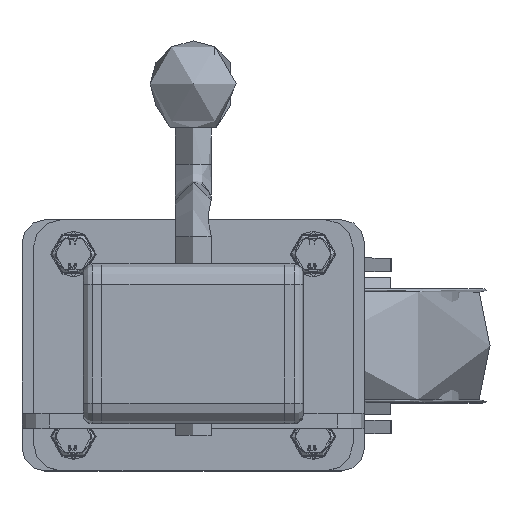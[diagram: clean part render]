
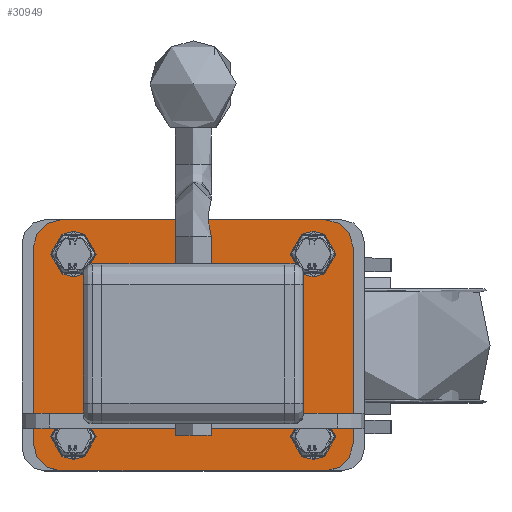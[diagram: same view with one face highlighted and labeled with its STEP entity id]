
A CAD part, top view. The second image highlights one B-rep face of the part: STEP entity #30949.
In plain terms, the highlighted planar face has unit normal (0, 0, 1).
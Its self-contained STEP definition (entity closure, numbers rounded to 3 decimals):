
#1089=FACE_BOUND('',#5739,.T.);
#1090=FACE_BOUND('',#5740,.T.);
#1091=FACE_BOUND('',#5741,.T.);
#1092=FACE_BOUND('',#5742,.T.);
#1093=FACE_BOUND('',#5743,.T.);
#1538=PLANE('',#33537);
#3792=FACE_OUTER_BOUND('',#5738,.T.);
#5738=EDGE_LOOP('',(#23918,#23919,#23920,#23921,#23922,#23923,#23924,#23925));
#5739=EDGE_LOOP('',(#23926,#23927,#23928,#23929,#23930,#23931,#23932,#23933));
#5740=EDGE_LOOP('',(#23934,#23935,#23936,#23937));
#5741=EDGE_LOOP('',(#23938,#23939,#23940,#23941));
#5742=EDGE_LOOP('',(#23942,#23943,#23944,#23945));
#5743=EDGE_LOOP('',(#23946,#23947,#23948,#23949));
#7924=LINE('',#54129,#10174);
#7929=LINE('',#54143,#10179);
#7933=LINE('',#54155,#10183);
#7937=LINE('',#54167,#10187);
#7956=LINE('',#54227,#10206);
#7961=LINE('',#54241,#10211);
#7965=LINE('',#54253,#10215);
#7969=LINE('',#54265,#10219);
#7974=LINE('',#54283,#10224);
#7978=LINE('',#54294,#10228);
#7982=LINE('',#54307,#10232);
#7986=LINE('',#54318,#10236);
#7990=LINE('',#54331,#10240);
#7994=LINE('',#54342,#10244);
#7998=LINE('',#54355,#10248);
#8002=LINE('',#54366,#10252);
#10174=VECTOR('',#38120,1000.);
#10179=VECTOR('',#38133,1000.);
#10183=VECTOR('',#38145,1000.);
#10187=VECTOR('',#38157,1000.);
#10206=VECTOR('',#38220,1000.);
#10211=VECTOR('',#38233,1000.);
#10215=VECTOR('',#38245,1000.);
#10219=VECTOR('',#38257,1000.);
#10224=VECTOR('',#38276,1000.);
#10228=VECTOR('',#38288,1000.);
#10232=VECTOR('',#38300,1000.);
#10236=VECTOR('',#38312,1000.);
#10240=VECTOR('',#38324,1000.);
#10244=VECTOR('',#38336,1000.);
#10248=VECTOR('',#38348,1000.);
#10252=VECTOR('',#38360,1000.);
#11913=CIRCLE('',#33458,5.);
#11914=CIRCLE('',#33461,5.);
#11916=CIRCLE('',#33465,5.);
#11918=CIRCLE('',#33469,5.);
#11928=CIRCLE('',#33491,12.);
#11930=CIRCLE('',#33495,12.);
#11932=CIRCLE('',#33499,12.);
#11934=CIRCLE('',#33503,12.);
#11936=CIRCLE('',#33506,5.5);
#11938=CIRCLE('',#33510,5.5);
#11940=CIRCLE('',#33514,5.5);
#11942=CIRCLE('',#33518,5.5);
#11944=CIRCLE('',#33522,5.5);
#11946=CIRCLE('',#33526,5.5);
#11948=CIRCLE('',#33530,5.5);
#11950=CIRCLE('',#33534,5.5);
#13933=VERTEX_POINT('',#54127);
#13934=VERTEX_POINT('',#54128);
#13938=VERTEX_POINT('',#54138);
#13939=VERTEX_POINT('',#54142);
#13941=VERTEX_POINT('',#54148);
#13943=VERTEX_POINT('',#54154);
#13945=VERTEX_POINT('',#54160);
#13947=VERTEX_POINT('',#54166);
#13965=VERTEX_POINT('',#54225);
#13966=VERTEX_POINT('',#54226);
#13969=VERTEX_POINT('',#54234);
#13971=VERTEX_POINT('',#54240);
#13973=VERTEX_POINT('',#54246);
#13975=VERTEX_POINT('',#54252);
#13977=VERTEX_POINT('',#54258);
#13979=VERTEX_POINT('',#54264);
#13981=VERTEX_POINT('',#54273);
#13982=VERTEX_POINT('',#54274);
#13985=VERTEX_POINT('',#54282);
#13987=VERTEX_POINT('',#54288);
#13989=VERTEX_POINT('',#54297);
#13990=VERTEX_POINT('',#54298);
#13993=VERTEX_POINT('',#54306);
#13995=VERTEX_POINT('',#54312);
#13997=VERTEX_POINT('',#54321);
#13998=VERTEX_POINT('',#54322);
#14001=VERTEX_POINT('',#54330);
#14003=VERTEX_POINT('',#54336);
#14005=VERTEX_POINT('',#54345);
#14006=VERTEX_POINT('',#54346);
#14009=VERTEX_POINT('',#54354);
#14011=VERTEX_POINT('',#54360);
#17447=EDGE_CURVE('',#13933,#13934,#7924,.T.);
#17453=EDGE_CURVE('',#13938,#13934,#11913,.T.);
#17454=EDGE_CURVE('',#13938,#13939,#7929,.T.);
#17457=EDGE_CURVE('',#13939,#13941,#11914,.T.);
#17460=EDGE_CURVE('',#13941,#13943,#7933,.T.);
#17463=EDGE_CURVE('',#13943,#13945,#11916,.T.);
#17466=EDGE_CURVE('',#13945,#13947,#7937,.T.);
#17469=EDGE_CURVE('',#13947,#13933,#11918,.T.);
#17495=EDGE_CURVE('',#13965,#13966,#7956,.T.);
#17499=EDGE_CURVE('',#13966,#13969,#11928,.T.);
#17502=EDGE_CURVE('',#13969,#13971,#7961,.T.);
#17505=EDGE_CURVE('',#13971,#13973,#11930,.T.);
#17508=EDGE_CURVE('',#13973,#13975,#7965,.T.);
#17511=EDGE_CURVE('',#13975,#13977,#11932,.T.);
#17514=EDGE_CURVE('',#13977,#13979,#7969,.T.);
#17517=EDGE_CURVE('',#13979,#13965,#11934,.T.);
#17519=EDGE_CURVE('',#13981,#13982,#11936,.T.);
#17523=EDGE_CURVE('',#13982,#13985,#7974,.T.);
#17526=EDGE_CURVE('',#13985,#13987,#11938,.T.);
#17529=EDGE_CURVE('',#13987,#13981,#7978,.T.);
#17531=EDGE_CURVE('',#13989,#13990,#11940,.T.);
#17535=EDGE_CURVE('',#13990,#13993,#7982,.T.);
#17538=EDGE_CURVE('',#13993,#13995,#11942,.T.);
#17541=EDGE_CURVE('',#13995,#13989,#7986,.T.);
#17543=EDGE_CURVE('',#13997,#13998,#11944,.T.);
#17547=EDGE_CURVE('',#13998,#14001,#7990,.T.);
#17550=EDGE_CURVE('',#14001,#14003,#11946,.T.);
#17553=EDGE_CURVE('',#14003,#13997,#7994,.T.);
#17555=EDGE_CURVE('',#14005,#14006,#11948,.T.);
#17559=EDGE_CURVE('',#14006,#14009,#7998,.T.);
#17562=EDGE_CURVE('',#14009,#14011,#11950,.T.);
#17565=EDGE_CURVE('',#14011,#14005,#8002,.T.);
#23918=ORIENTED_EDGE('',*,*,#17495,.F.);
#23919=ORIENTED_EDGE('',*,*,#17517,.F.);
#23920=ORIENTED_EDGE('',*,*,#17514,.F.);
#23921=ORIENTED_EDGE('',*,*,#17511,.F.);
#23922=ORIENTED_EDGE('',*,*,#17508,.F.);
#23923=ORIENTED_EDGE('',*,*,#17505,.F.);
#23924=ORIENTED_EDGE('',*,*,#17502,.F.);
#23925=ORIENTED_EDGE('',*,*,#17499,.F.);
#23926=ORIENTED_EDGE('',*,*,#17469,.T.);
#23927=ORIENTED_EDGE('',*,*,#17447,.T.);
#23928=ORIENTED_EDGE('',*,*,#17453,.F.);
#23929=ORIENTED_EDGE('',*,*,#17454,.T.);
#23930=ORIENTED_EDGE('',*,*,#17457,.T.);
#23931=ORIENTED_EDGE('',*,*,#17460,.T.);
#23932=ORIENTED_EDGE('',*,*,#17463,.T.);
#23933=ORIENTED_EDGE('',*,*,#17466,.T.);
#23934=ORIENTED_EDGE('',*,*,#17555,.F.);
#23935=ORIENTED_EDGE('',*,*,#17565,.F.);
#23936=ORIENTED_EDGE('',*,*,#17562,.F.);
#23937=ORIENTED_EDGE('',*,*,#17559,.F.);
#23938=ORIENTED_EDGE('',*,*,#17543,.F.);
#23939=ORIENTED_EDGE('',*,*,#17553,.F.);
#23940=ORIENTED_EDGE('',*,*,#17550,.F.);
#23941=ORIENTED_EDGE('',*,*,#17547,.F.);
#23942=ORIENTED_EDGE('',*,*,#17531,.F.);
#23943=ORIENTED_EDGE('',*,*,#17541,.F.);
#23944=ORIENTED_EDGE('',*,*,#17538,.F.);
#23945=ORIENTED_EDGE('',*,*,#17535,.F.);
#23946=ORIENTED_EDGE('',*,*,#17519,.F.);
#23947=ORIENTED_EDGE('',*,*,#17529,.F.);
#23948=ORIENTED_EDGE('',*,*,#17526,.F.);
#23949=ORIENTED_EDGE('',*,*,#17523,.F.);
#30949=ADVANCED_FACE('',(#3792,#1089,#1090,#1091,#1092,#1093),#1538,.T.);
#33458=AXIS2_PLACEMENT_3D('',#54140,#38129,#38130);
#33461=AXIS2_PLACEMENT_3D('',#54149,#38138,#38139);
#33465=AXIS2_PLACEMENT_3D('',#54161,#38150,#38151);
#33469=AXIS2_PLACEMENT_3D('',#54172,#38162,#38163);
#33491=AXIS2_PLACEMENT_3D('',#54235,#38226,#38227);
#33495=AXIS2_PLACEMENT_3D('',#54247,#38238,#38239);
#33499=AXIS2_PLACEMENT_3D('',#54259,#38250,#38251);
#33503=AXIS2_PLACEMENT_3D('',#54270,#38262,#38263);
#33506=AXIS2_PLACEMENT_3D('',#54275,#38268,#38269);
#33510=AXIS2_PLACEMENT_3D('',#54289,#38281,#38282);
#33514=AXIS2_PLACEMENT_3D('',#54299,#38292,#38293);
#33518=AXIS2_PLACEMENT_3D('',#54313,#38305,#38306);
#33522=AXIS2_PLACEMENT_3D('',#54323,#38316,#38317);
#33526=AXIS2_PLACEMENT_3D('',#54337,#38329,#38330);
#33530=AXIS2_PLACEMENT_3D('',#54347,#38340,#38341);
#33534=AXIS2_PLACEMENT_3D('',#54361,#38353,#38354);
#33537=AXIS2_PLACEMENT_3D('',#54368,#38362,#38363);
#38120=DIRECTION('',(-1.,0.,0.));
#38129=DIRECTION('center_axis',(0.,0.,1.));
#38130=DIRECTION('ref_axis',(-1.,0.,0.));
#38133=DIRECTION('',(0.,1.,0.));
#38138=DIRECTION('center_axis',(0.,0.,-1.));
#38139=DIRECTION('ref_axis',(-1.,0.,0.));
#38145=DIRECTION('',(1.,0.,0.));
#38150=DIRECTION('center_axis',(0.,0.,-1.));
#38151=DIRECTION('ref_axis',(0.,1.,0.));
#38157=DIRECTION('',(0.,-1.,0.));
#38162=DIRECTION('center_axis',(0.,0.,-1.));
#38163=DIRECTION('ref_axis',(1.,0.,0.));
#38220=DIRECTION('',(0.,1.,0.));
#38226=DIRECTION('center_axis',(0.,0.,-1.));
#38227=DIRECTION('ref_axis',(-1.,0.,0.));
#38233=DIRECTION('',(1.,0.,0.));
#38238=DIRECTION('center_axis',(0.,0.,-1.));
#38239=DIRECTION('ref_axis',(0.,1.,0.));
#38245=DIRECTION('',(0.,-1.,0.));
#38250=DIRECTION('center_axis',(0.,0.,-1.));
#38251=DIRECTION('ref_axis',(1.,0.,0.));
#38257=DIRECTION('',(-1.,0.,0.));
#38262=DIRECTION('center_axis',(0.,0.,-1.));
#38263=DIRECTION('ref_axis',(0.,-1.,0.));
#38268=DIRECTION('center_axis',(0.,0.,1.));
#38269=DIRECTION('ref_axis',(-1.,0.,0.));
#38276=DIRECTION('',(0.,-1.,0.));
#38281=DIRECTION('center_axis',(0.,0.,1.));
#38282=DIRECTION('ref_axis',(-1.,0.,0.));
#38288=DIRECTION('',(0.,1.,0.));
#38292=DIRECTION('center_axis',(0.,0.,1.));
#38293=DIRECTION('ref_axis',(-1.,0.,0.));
#38300=DIRECTION('',(0.,1.,0.));
#38305=DIRECTION('center_axis',(0.,0.,1.));
#38306=DIRECTION('ref_axis',(-1.,0.,0.));
#38312=DIRECTION('',(0.,-1.,0.));
#38316=DIRECTION('center_axis',(0.,0.,1.));
#38317=DIRECTION('ref_axis',(1.,0.,0.));
#38324=DIRECTION('',(0.,-1.,0.));
#38329=DIRECTION('center_axis',(0.,0.,1.));
#38330=DIRECTION('ref_axis',(1.,0.,0.));
#38336=DIRECTION('',(0.,1.,0.));
#38340=DIRECTION('center_axis',(0.,0.,1.));
#38341=DIRECTION('ref_axis',(1.,0.,0.));
#38348=DIRECTION('',(0.,1.,0.));
#38353=DIRECTION('center_axis',(0.,0.,1.));
#38354=DIRECTION('ref_axis',(1.,0.,0.));
#38360=DIRECTION('',(0.,-1.,0.));
#38362=DIRECTION('center_axis',(0.,0.,1.));
#38363=DIRECTION('ref_axis',(1.,0.,0.));
#54127=CARTESIAN_POINT('',(20.,-25.,6.));
#54128=CARTESIAN_POINT('',(-20.,-25.,6.));
#54129=CARTESIAN_POINT('',(25.,-25.,6.));
#54138=CARTESIAN_POINT('',(-25.,-20.,6.));
#54140=CARTESIAN_POINT('Origin',(-20.,-20.,6.));
#54142=CARTESIAN_POINT('',(-25.,20.,6.));
#54143=CARTESIAN_POINT('',(-25.,-25.,6.));
#54148=CARTESIAN_POINT('',(-20.,25.,6.));
#54149=CARTESIAN_POINT('Origin',(-20.,20.,6.));
#54154=CARTESIAN_POINT('',(20.,25.,6.));
#54155=CARTESIAN_POINT('',(-25.,25.,6.));
#54160=CARTESIAN_POINT('',(25.,20.,6.));
#54161=CARTESIAN_POINT('Origin',(20.,20.,6.));
#54166=CARTESIAN_POINT('',(25.,-20.,6.));
#54167=CARTESIAN_POINT('',(25.,25.,6.));
#54172=CARTESIAN_POINT('Origin',(20.,-20.,6.));
#54225=CARTESIAN_POINT('',(-70.,-43.,6.));
#54226=CARTESIAN_POINT('',(-70.,43.,6.));
#54227=CARTESIAN_POINT('',(-70.,-43.,6.));
#54234=CARTESIAN_POINT('',(-58.,55.,6.));
#54235=CARTESIAN_POINT('Origin',(-58.,43.,6.));
#54240=CARTESIAN_POINT('',(58.,55.,6.));
#54241=CARTESIAN_POINT('',(-58.,55.,6.));
#54246=CARTESIAN_POINT('',(70.,43.,6.));
#54247=CARTESIAN_POINT('Origin',(58.,43.,6.));
#54252=CARTESIAN_POINT('',(70.,-43.,6.));
#54253=CARTESIAN_POINT('',(70.,43.,6.));
#54258=CARTESIAN_POINT('',(58.,-55.,6.));
#54259=CARTESIAN_POINT('Origin',(58.,-43.,6.));
#54264=CARTESIAN_POINT('',(-58.,-55.,6.));
#54265=CARTESIAN_POINT('',(58.,-55.,6.));
#54270=CARTESIAN_POINT('Origin',(-58.,-43.,6.));
#54273=CARTESIAN_POINT('',(-47.,40.,6.));
#54274=CARTESIAN_POINT('',(-58.,40.,6.));
#54275=CARTESIAN_POINT('Origin',(-52.5,40.,6.));
#54282=CARTESIAN_POINT('',(-58.,37.5,6.));
#54283=CARTESIAN_POINT('',(-58.,40.,6.));
#54288=CARTESIAN_POINT('',(-47.,37.5,6.));
#54289=CARTESIAN_POINT('Origin',(-52.5,37.5,6.));
#54294=CARTESIAN_POINT('',(-47.,40.,6.));
#54297=CARTESIAN_POINT('',(-58.,-40.,6.));
#54298=CARTESIAN_POINT('',(-47.,-40.,6.));
#54299=CARTESIAN_POINT('Origin',(-52.5,-40.,6.));
#54306=CARTESIAN_POINT('',(-47.,-37.5,6.));
#54307=CARTESIAN_POINT('',(-47.,-40.,6.));
#54312=CARTESIAN_POINT('',(-58.,-37.5,6.));
#54313=CARTESIAN_POINT('Origin',(-52.5,-37.5,6.));
#54318=CARTESIAN_POINT('',(-58.,-40.,6.));
#54321=CARTESIAN_POINT('',(58.,40.,6.));
#54322=CARTESIAN_POINT('',(47.,40.,6.));
#54323=CARTESIAN_POINT('Origin',(52.5,40.,6.));
#54330=CARTESIAN_POINT('',(47.,37.5,6.));
#54331=CARTESIAN_POINT('',(47.,40.,6.));
#54336=CARTESIAN_POINT('',(58.,37.5,6.));
#54337=CARTESIAN_POINT('Origin',(52.5,37.5,6.));
#54342=CARTESIAN_POINT('',(58.,40.,6.));
#54345=CARTESIAN_POINT('',(47.,-40.,6.));
#54346=CARTESIAN_POINT('',(58.,-40.,6.));
#54347=CARTESIAN_POINT('Origin',(52.5,-40.,6.));
#54354=CARTESIAN_POINT('',(58.,-37.5,6.));
#54355=CARTESIAN_POINT('',(58.,-40.,6.));
#54360=CARTESIAN_POINT('',(47.,-37.5,6.));
#54361=CARTESIAN_POINT('Origin',(52.5,-37.5,6.));
#54366=CARTESIAN_POINT('',(47.,-40.,6.));
#54368=CARTESIAN_POINT('Origin',(0.,0.,6.));
